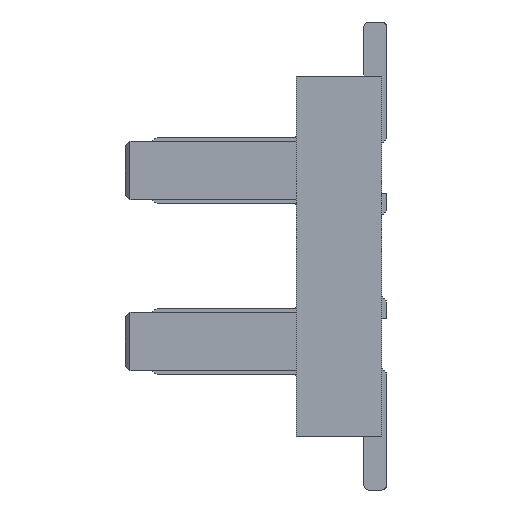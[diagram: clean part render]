
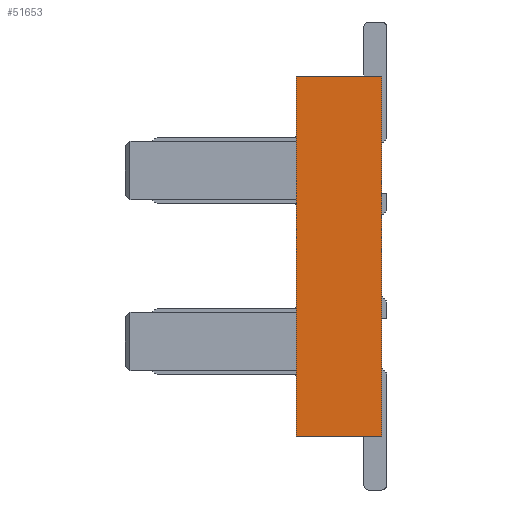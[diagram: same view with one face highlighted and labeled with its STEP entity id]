
A CAD part, left-side view. The second image highlights one B-rep face of the part: STEP entity #51653.
In plain terms, the highlighted planar face has unit normal (-1, 0, 0).
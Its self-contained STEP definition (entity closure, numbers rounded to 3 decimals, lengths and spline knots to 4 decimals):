
#317=DIRECTION('',(0.,-1.,0.));
#318=VECTOR('',#317,0.95);
#319=CARTESIAN_POINT('',(-11.35,0.95,2.));
#320=LINE('',#319,#318);
#325=DIRECTION('',(0.,0.,1.));
#326=VECTOR('',#325,4.);
#327=CARTESIAN_POINT('',(-11.35,0.95,-2.));
#328=LINE('',#327,#326);
#353=DIRECTION('',(0.,0.,-1.));
#354=VECTOR('',#353,4.);
#355=CARTESIAN_POINT('',(-11.35,0.,2.));
#356=LINE('',#355,#354);
#357=DIRECTION('',(0.,1.,0.));
#358=VECTOR('',#357,0.95);
#359=CARTESIAN_POINT('',(-11.35,0.,-2.));
#360=LINE('',#359,#358);
#46573=CARTESIAN_POINT('',(-11.35,0.,-2.));
#46574=VERTEX_POINT('',#46573);
#46575=CARTESIAN_POINT('',(-11.35,0.95,-2.));
#46576=VERTEX_POINT('',#46575);
#46789=CARTESIAN_POINT('',(-11.35,0.,2.));
#46790=VERTEX_POINT('',#46789);
#46791=CARTESIAN_POINT('',(-11.35,0.95,2.));
#46792=VERTEX_POINT('',#46791);
#51641=CARTESIAN_POINT('',(-11.35,0.475,0.));
#51642=DIRECTION('',(1.,0.,0.));
#51643=DIRECTION('',(0.,0.,1.));
#51644=AXIS2_PLACEMENT_3D('',#51641,#51642,#51643);
#51645=PLANE('',#51644);
#51647=ORIENTED_EDGE('',*,*,#51646,.T.);
#51648=ORIENTED_EDGE('',*,*,#49636,.T.);
#51649=ORIENTED_EDGE('',*,*,#50458,.T.);
#51650=ORIENTED_EDGE('',*,*,#50444,.T.);
#51651=EDGE_LOOP('',(#51647,#51648,#51649,#51650));
#51652=FACE_OUTER_BOUND('',#51651,.F.);
#49636=EDGE_CURVE('',#46574,#46576,#360,.T.);
#50444=EDGE_CURVE('',#46792,#46790,#320,.T.);
#50458=EDGE_CURVE('',#46576,#46792,#328,.T.);
#51646=EDGE_CURVE('',#46790,#46574,#356,.T.);
#51653=ADVANCED_FACE('',(#51652),#51645,.F.);
